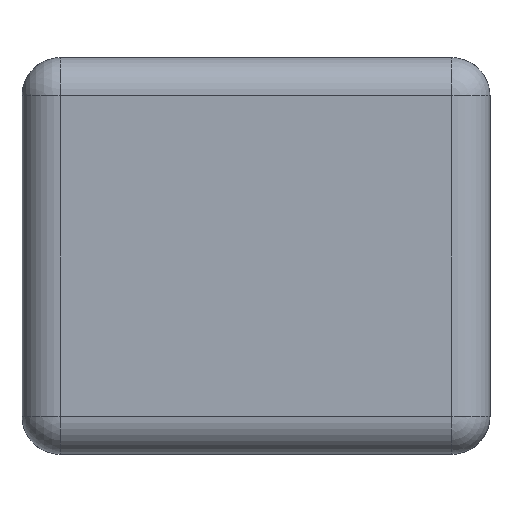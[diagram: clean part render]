
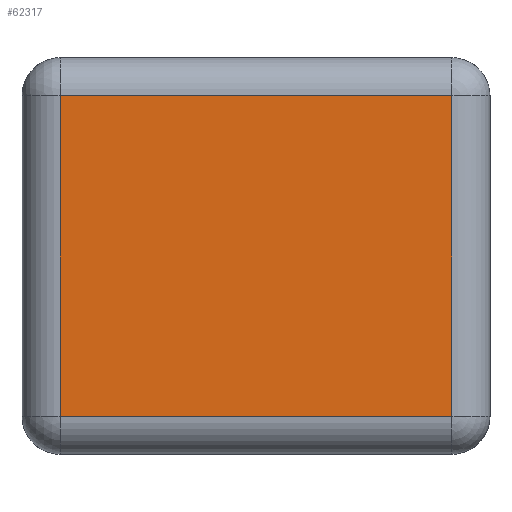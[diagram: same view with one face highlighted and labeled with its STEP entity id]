
A CAD part, front view. The second image highlights one B-rep face of the part: STEP entity #62317.
In plain terms, the highlighted planar face has unit normal (0, -1, 0).
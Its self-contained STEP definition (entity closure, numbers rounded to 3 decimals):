
#2595 = DIRECTION ( 'NONE',  ( 0., 0., -1. ) ) ;
#4388 = DIRECTION ( 'NONE',  ( 0., 0., 1. ) ) ;
#9353 = PLANE ( 'NONE',  #72750 ) ;
#16444 = LINE ( 'NONE', #43764, #30061 ) ;
#17674 = CARTESIAN_POINT ( 'NONE',  ( 0., -276.308, -335.628 ) ) ;
#20167 = CARTESIAN_POINT ( 'NONE',  ( -410.85, -276.308, 0. ) ) ;
#20653 = VERTEX_POINT ( 'NONE', #88435 ) ;
#23224 = DIRECTION ( 'NONE',  ( 0., -1., 0. ) ) ;
#28578 = ORIENTED_EDGE ( 'NONE', *, *, #76409, .T. ) ;
#30061 = VECTOR ( 'NONE', #71081, 1000. ) ;
#33388 = CARTESIAN_POINT ( 'NONE',  ( 410.85, -276.308, 335.628 ) ) ;
#33846 = VERTEX_POINT ( 'NONE', #33388 ) ;
#36649 = CARTESIAN_POINT ( 'NONE',  ( 0., -276.308, 0. ) ) ;
#37559 = VECTOR ( 'NONE', #4388, 1000. ) ;
#40019 = LINE ( 'NONE', #17674, #40708 ) ;
#40691 = EDGE_CURVE ( 'NONE', #20653, #33846, #66207, .T. ) ;
#40708 = VECTOR ( 'NONE', #72312, 1000. ) ;
#41133 = CARTESIAN_POINT ( 'NONE',  ( -410.85, -276.308, 335.628 ) ) ;
#43764 = CARTESIAN_POINT ( 'NONE',  ( 0., -276.308, 335.628 ) ) ;
#44249 = FACE_OUTER_BOUND ( 'NONE', #58967, .T. ) ;
#45173 = VERTEX_POINT ( 'NONE', #41133 ) ;
#45588 = CARTESIAN_POINT ( 'NONE',  ( 410.85, -276.308, 0. ) ) ;
#58967 = EDGE_LOOP ( 'NONE', ( #73757, #61901, #28578, #59927 ) ) ;
#59927 = ORIENTED_EDGE ( 'NONE', *, *, #40691, .T. ) ;
#61901 = ORIENTED_EDGE ( 'NONE', *, *, #78169, .T. ) ;
#62317 = ADVANCED_FACE ( 'NONE', ( #44249 ), #9353, .T. ) ;
#66207 = LINE ( 'NONE', #45588, #37559 ) ;
#68107 = EDGE_CURVE ( 'NONE', #33846, #45173, #16444, .T. ) ;
#68535 = DIRECTION ( 'NONE',  ( 0., 0., -1. ) ) ;
#71081 = DIRECTION ( 'NONE',  ( -1., 0., 0. ) ) ;
#72312 = DIRECTION ( 'NONE',  ( 1., 0., 0. ) ) ;
#72750 = AXIS2_PLACEMENT_3D ( 'NONE', #36649, #23224, #2595 ) ;
#73732 = VERTEX_POINT ( 'NONE', #85232 ) ;
#73757 = ORIENTED_EDGE ( 'NONE', *, *, #68107, .T. ) ;
#76409 = EDGE_CURVE ( 'NONE', #73732, #20653, #40019, .T. ) ;
#78169 = EDGE_CURVE ( 'NONE', #45173, #73732, #81535, .T. ) ;
#81535 = LINE ( 'NONE', #20167, #86625 ) ;
#85232 = CARTESIAN_POINT ( 'NONE',  ( -410.85, -276.308, -335.628 ) ) ;
#86625 = VECTOR ( 'NONE', #68535, 1000. ) ;
#88435 = CARTESIAN_POINT ( 'NONE',  ( 410.85, -276.308, -335.628 ) ) ;
